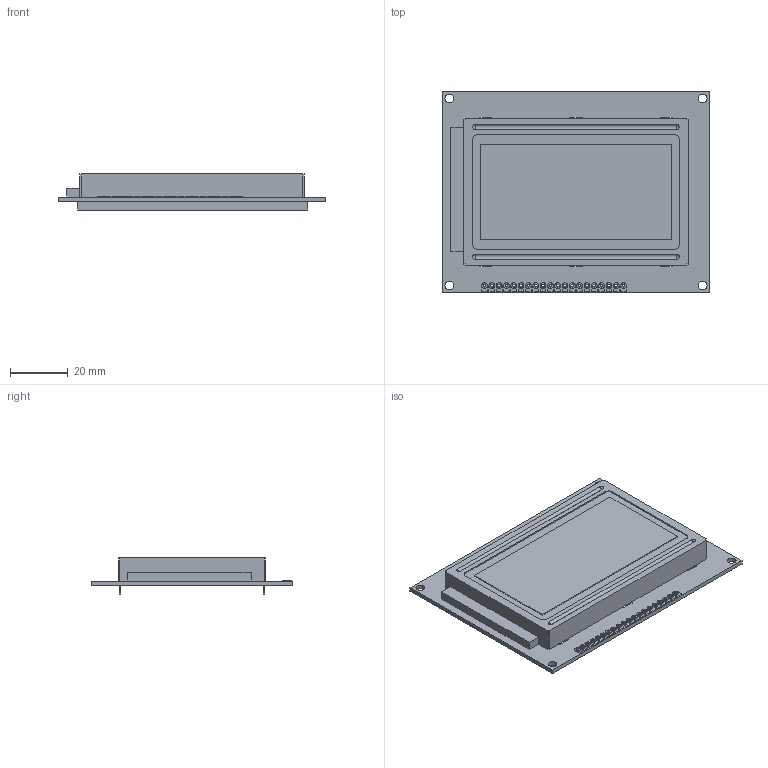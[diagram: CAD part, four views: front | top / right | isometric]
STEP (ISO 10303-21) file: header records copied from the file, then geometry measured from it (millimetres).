
FILE_DESCRIPTION(('FreeCAD Model'),'2;1');
FILE_NAME('ST7820.step','2019-02-01T18:43:35',('Author'),(''), 'Open CASCADE STEP processor 7.3','FreeCAD','Unknown');
FILE_SCHEMA(('AUTOMOTIVE_DESIGN { 1 0 10303 214 1 1 1 1 }'));
Length unit declared in the file: millimetre
Products named in the file (27): LightSource; PCB; ScreenFrame; DisplayWindow; DisplayElement; Pad-1; Pad-2; Pad-3; Pad-4; Pad-5; Pad-6; Pad-7; Pad-8; Pad-9; Pad-10; Pad-11; Pad-12; Pad-13; Pad-14; Pad-15; Pad-16; Pad-17; Pad-18; Pad-19; Pad-20; Glider-1; Glider-2
Bounding box: 93 x 70 x 12.5 mm (x, y, z)
Volume: 41851.4 mm3; surface area: 37160.7 mm2
Topology: 27 solids, 27 shells, 333 faces, 756 edges, 436 vertices
Faces by surface type: plane 247, cylinder 82, sphere 4
Full cylindrical faces by diameter (mm): 1 x40, 3 x4
Entity records: 19723 total; most frequent: CARTESIAN_POINT 3529, DIRECTION 3043, LINE 1661, VECTOR 1661, ORIENTED_EDGE 1504, PCURVE 1504, DEFINITIONAL_REPRESENTATION 1504, EDGE_CURVE 752
